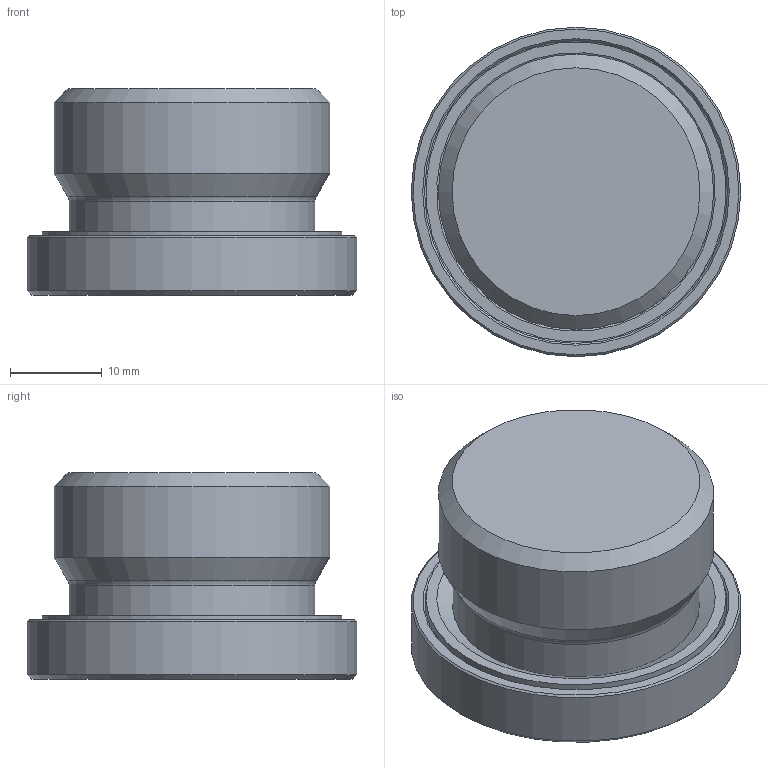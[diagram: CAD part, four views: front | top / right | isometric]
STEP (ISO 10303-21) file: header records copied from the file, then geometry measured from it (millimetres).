
FILE_DESCRIPTION((''),'2;1');
FILE_NAME('72002302.stp','2014-09-02T14:19:11',(''),('KNOMI spol. s r. o.'),'Autodesk Inventor 2012','Autodesk Inventor 2012','');
FILE_SCHEMA(('AUTOMOTIVE_DESIGN { 1 2 10303 214 0 1 1 1 }'));
Length unit declared in the file: millimetre
Products named in the file (3): ZKE M30x2; 720 02 3025; 609303030
Assembly tree (2 placements, depth 2):
  ZKE M30x2
    720 02 3025
    609303030
Bounding box: 35.9 x 35.9 x 22.5 mm (x, y, z)
Volume: 14233.6 mm3; surface area: 6073.7 mm2
Topology: 2 solids, 2 shells, 44 faces, 102 edges, 64 vertices
Faces by surface type: plane 18, cylinder 13, cone 8, torus 5
Full cylindrical faces by diameter (mm): 16.2 x1, 26.8 x1, 26.9 x1, 30 x1, 32.7 x1, 33 x1, 35.9 x1
Entity records: 1334 total; most frequent: CARTESIAN_POINT 319, DIRECTION 188, ORIENTED_EDGE 156, AXIS2_PLACEMENT_3D 85, EDGE_CURVE 78, EDGE_LOOP 68, VERTEX_POINT 60, STYLED_ITEM 46
